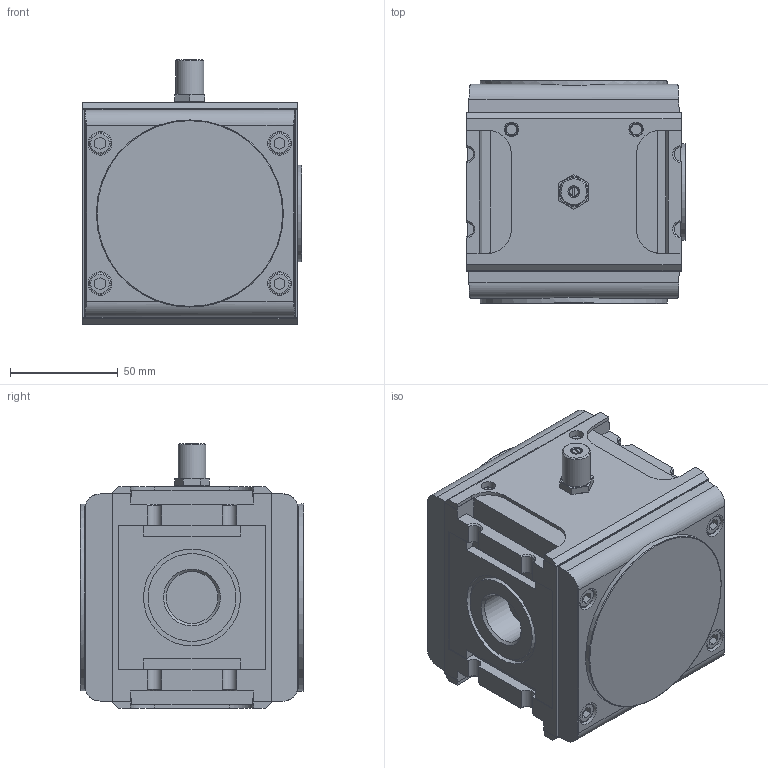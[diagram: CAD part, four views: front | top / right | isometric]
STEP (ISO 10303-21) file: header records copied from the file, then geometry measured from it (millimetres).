
FILE_DESCRIPTION( ( 'STEP AP203' ), ' ' );
FILE_NAME( '9.4054.00.400.stp', '2017-04-11T13:13:24', ( '' ), ( '' ), ' ', 'PARTsolutions', ' ' );
FILE_SCHEMA( ( 'CONFIG_CONTROL_DESIGN' ) );
Length unit declared in the file: millimetre
Products named in the file (2): 9.4054.00.400; _A 54 F-00000-G
Assembly tree (1 placements, depth 2):
  9.4054.00.400
    _A 54 F-00000-G
Bounding box: 102 x 104 x 123 mm (x, y, z)
Volume: 967655.7 mm3; surface area: 74628.4 mm2
Topology: 1 solids, 1 shells, 351 faces, 873 edges, 575 vertices
Faces by surface type: plane 244, cylinder 71, cone 24, torus 12
Full cylindrical faces by diameter (mm): 4 x1, 4.459 x1, 4.917 x4, 6.7 x4, 10 x8, 11 x8, 13 x1, 13.5 x1, 19.2 x1, 24.117 x2, 36.2 x1, 40.9 x1, 41 x1, 45 x1, 45.1 x1, 87 x2
Entity records: 10240 total; most frequent: CARTESIAN_POINT 1954, DIRECTION 1665, ORIENTED_EDGE 1610, EDGE_CURVE 805, LINE 599, VECTOR 599, VERTEX_POINT 566, AXIS2_PLACEMENT_3D 533
